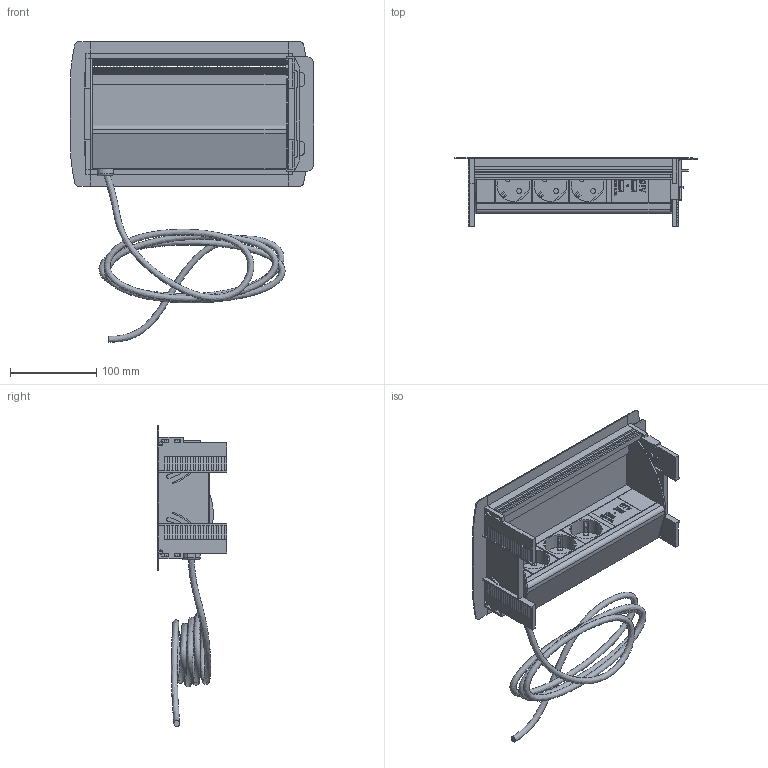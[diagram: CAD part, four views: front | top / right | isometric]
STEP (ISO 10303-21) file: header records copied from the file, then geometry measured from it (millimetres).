
FILE_DESCRIPTION(/* description */ (''),/* implementation_level */ '2;1');
FILE_NAME(/* name */ 'AE-PBC3GS2U-53BKS.stp',/* time_stamp */ '2022-02-04T17:07:24+01:00',/* author */ ('SławomirO'),/* organization */ (''),/* preprocessor_version */ 'ST-DEVELOPER v18.1',/* originating_system */ 'Autodesk Inventor 2021',/* authorisation */ '');
FILE_SCHEMA (('AUTOMOTIVE_DESIGN { 1 0 10303 214 3 1 1 }'));
Products named in the file (1): AE-PBC3GS2U-53BKS
Bounding box: 282.5 x 80.2 x 349.32 mm (x, y, z)
Volume: 895540.9 mm3; surface area: 302857.8 mm2
Topology: 7 solids, 7 shells, 2372 faces, 4819 edges, 3147 vertices
Faces by surface type: plane 1546, cylinder 759, bspline 64, torus 3
Full cylindrical faces by diameter (mm): 0.2 x650, 2 x1, 4.783 x4, 5.5 x6, 7 x1, 38 x3
Entity records: 64185 total; most frequent: CARTESIAN_POINT 12897, DIRECTION 10878, ORIENTED_EDGE 9638, EDGE_CURVE 4819, AXIS2_PLACEMENT_3D 3881, VERTEX_POINT 3147, LINE 3116, VECTOR 3116
